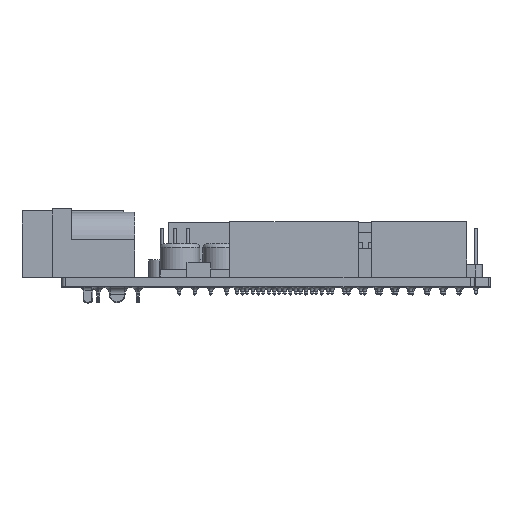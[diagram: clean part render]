
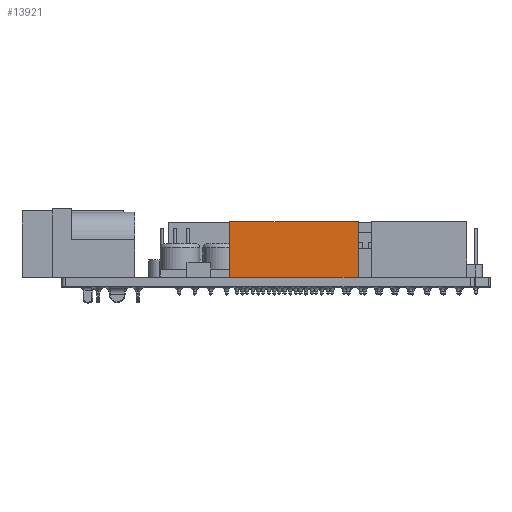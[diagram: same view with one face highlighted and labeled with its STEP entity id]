
A CAD part, top view. The second image highlights one B-rep face of the part: STEP entity #13921.
In plain terms, the highlighted planar face has unit normal (0, 0, 1).
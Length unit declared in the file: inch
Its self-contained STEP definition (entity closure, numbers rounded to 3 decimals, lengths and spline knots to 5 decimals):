
#1261=LINE($,#21979,#2591);
#1409=LINE($,#22290,#2739);
#1414=LINE($,#22299,#2744);
#1415=LINE($,#22301,#2745);
#2591=VECTOR($,#18173,0.81);
#2739=VECTOR($,#18481,0.35);
#2744=VECTOR($,#18490,0.35);
#2745=VECTOR($,#18493,0.81);
#3367=PLANE($,#15053);
#4446=FACE_OUTER_BOUND($,#5550,.T.);
#5550=EDGE_LOOP($,(#11810,#11811,#11812,#11813));
#7039=VERTEX_POINT($,#21977);
#7040=VERTEX_POINT($,#21978);
#7122=VERTEX_POINT($,#22287);
#7125=VERTEX_POINT($,#22297);
#8581=EDGE_CURVE($,#7039,#7040,#1261,.T.);
#8731=EDGE_CURVE($,#7122,#7039,#1409,.T.);
#8736=EDGE_CURVE($,#7125,#7040,#1414,.T.);
#8737=EDGE_CURVE($,#7125,#7122,#1415,.T.);
#11810=ORIENTED_EDGE($,*,*,#8737,.F.);
#11811=ORIENTED_EDGE($,*,*,#8736,.T.);
#11812=ORIENTED_EDGE($,*,*,#8581,.F.);
#11813=ORIENTED_EDGE($,*,*,#8731,.F.);
#13921=ADVANCED_FACE($,(#4446),#3367,.T.);
#15053=AXIS2_PLACEMENT_3D($,#22300,#18491,#18492);
#18173=DIRECTION($,(1.,0.,0.));
#18481=DIRECTION($,(0.,1.,0.));
#18490=DIRECTION($,(0.,1.,0.));
#18491=DIRECTION('center_axis',(0.,0.,1.));
#18492=DIRECTION('ref_axis',(1.,0.,0.));
#18493=DIRECTION($,(-1.,0.,0.));
#21977=CARTESIAN_POINT('',(-1.54,0.41,-0.05));
#21978=CARTESIAN_POINT('',(-0.73,0.41,-0.05));
#21979=CARTESIAN_POINT($,(-1.54,0.41,-0.05));
#22287=CARTESIAN_POINT('',(-1.54,0.06,-0.05));
#22290=CARTESIAN_POINT($,(-1.54,0.06,-0.05));
#22297=CARTESIAN_POINT('',(-0.73,0.06,-0.05));
#22299=CARTESIAN_POINT($,(-0.73,0.06,-0.05));
#22300=CARTESIAN_POINT('Origin',(-1.54,0.06,-0.05));
#22301=CARTESIAN_POINT($,(-1.40872,0.06,-0.05));
